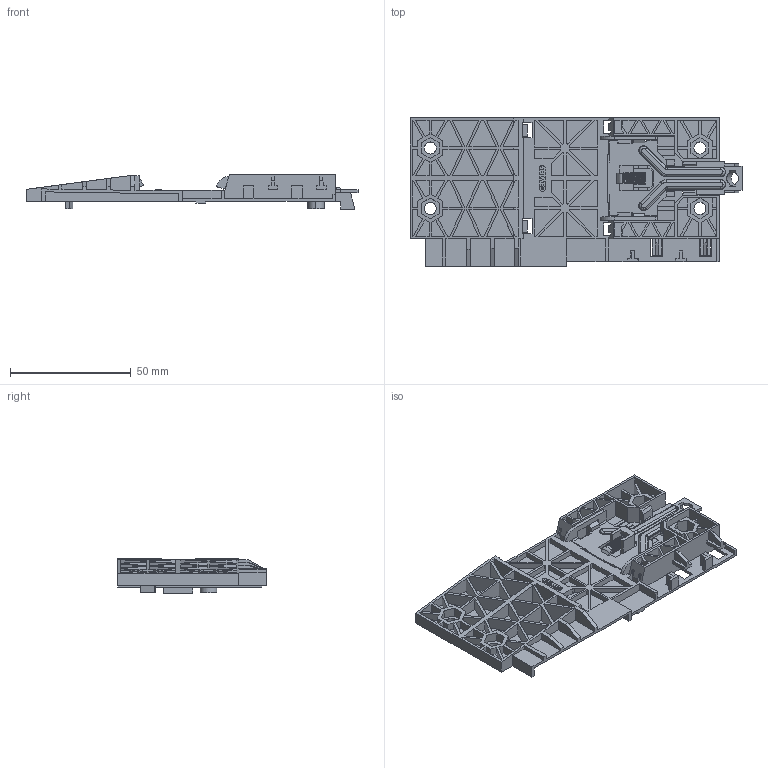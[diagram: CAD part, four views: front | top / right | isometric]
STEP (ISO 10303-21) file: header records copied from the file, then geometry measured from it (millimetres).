
FILE_DESCRIPTION((''),'2;1');
FILE_NAME('P000586_22_PEZZO_2_ASSEMBLATO_R_ASM','2022-08-16T14:19:59',('User'),('Axiro Italia'),'CREO PARAMETRIC BY PTC INC, 2020354','CREO PARAMETRIC BY PTC INC, 2020354','');
FILE_SCHEMA(('CONFIG_CONTROL_DESIGN'));
Length unit declared in the file: millimetre
Products named in the file (4): P000586_22_PEZZO_2A_REV00_OR; P000586_22_PEZZO_2B_REV00_OR; MOLLA2; P000586_22_PEZZO_2_ASSEMBLATO_R_ASM
Assembly tree (3 placements, depth 2):
  P000586_22_PEZZO_2_ASSEMBLATO_R_ASM
    P000586_22_PEZZO_2A_REV00_OR
    P000586_22_PEZZO_2B_REV00_OR
    MOLLA2
Bounding box: 137.4 x 61.4 x 14.27 mm (x, y, z)
Volume: 27738.6 mm3; surface area: 36702.9 mm2
Topology: 3 solids, 3 shells, 1090 faces, 2947 edges, 1940 vertices
Faces by surface type: plane 956, cylinder 96, torus 28, bspline 10
Entity records: 36095 total; most frequent: CARTESIAN_POINT 8344, ORIENTED_EDGE 5894, DIRECTION 5329, EDGE_CURVE 2947, VECTOR 2695, LINE 2695, VERTEX_POINT 1940, AXIS2_PLACEMENT_3D 1317
